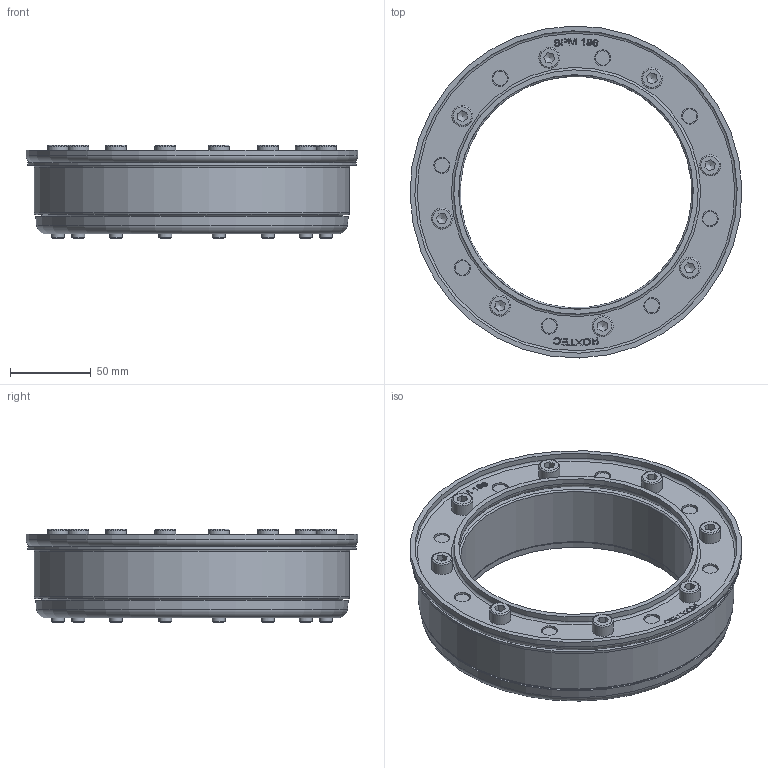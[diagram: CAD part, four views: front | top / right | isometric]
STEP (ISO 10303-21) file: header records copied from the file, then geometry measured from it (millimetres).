
FILE_DESCRIPTION((''),'2;1');
FILE_NAME('SPM196.stp','2016-02-02T11:18:57',(''),(''),'Autodesk Inventor 2013','Autodesk Inventor 2013','');
FILE_SCHEMA(('AUTOMOTIVE_DESIGN { 1 0 10303 214 1 1 1 1 }'));
Length unit declared in the file: millimetre
Products named in the file (6): SPM-Iassembly; 100-051485; 100-051486; 100-051487; 100-051488; 100-002319
Assembly tree (12 placements, depth 3):
  SPM-Iassembly
    100-051485
      100-051486
      100-051487
      100-051488
      100-002319  x8
Bounding box: 205.95 x 205.95 x 58 mm (x, y, z)
Volume: 671018.7 mm3; surface area: 176158.7 mm2
Topology: 11 solids, 11 shells, 446 faces, 1083 edges, 702 vertices
Faces by surface type: plane 204, bspline 98, cylinder 81, cone 35, torus 28
Full cylindrical faces by diameter (mm): 7.25 x8, 7.9 x16, 8 x16, 8.3 x8, 9 x8, 10 x9, 13 x8, 143.6 x1, 145.6 x2, 151.6 x1, 196 x1, 200 x1, 204 x1, 206 x1
Entity records: 10434 total; most frequent: CARTESIAN_POINT 2957, ORIENTED_EDGE 1480, DIRECTION 1214, EDGE_CURVE 740, EDGE_LOOP 549, VERTEX_POINT 545, AXIS2_PLACEMENT_3D 416, VECTOR 382
